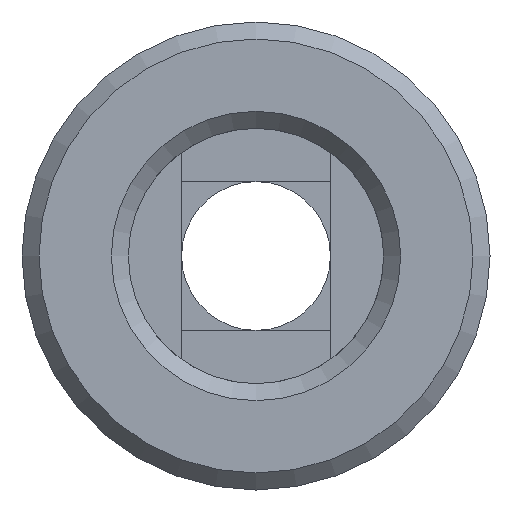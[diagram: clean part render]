
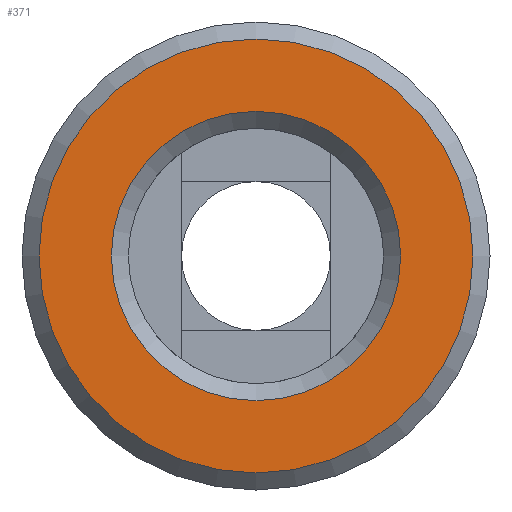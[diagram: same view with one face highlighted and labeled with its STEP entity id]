
A CAD part, front view. The second image highlights one B-rep face of the part: STEP entity #371.
In plain terms, the highlighted planar face has unit normal (0, -1, 0).
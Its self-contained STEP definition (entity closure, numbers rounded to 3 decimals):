
#19=FACE_BOUND('',#63,.T.);
#22=PLANE('',#411);
#38=FACE_OUTER_BOUND('',#62,.T.);
#62=EDGE_LOOP('',(#263));
#63=EDGE_LOOP('',(#264));
#155=CIRCLE('',#410,3.4);
#156=CIRCLE('',#412,5.1);
#175=VERTEX_POINT('',#579);
#176=VERTEX_POINT('',#583);
#208=EDGE_CURVE('',#175,#175,#155,.T.);
#209=EDGE_CURVE('',#176,#176,#156,.T.);
#263=ORIENTED_EDGE('',*,*,#209,.F.);
#264=ORIENTED_EDGE('',*,*,#208,.F.);
#371=ADVANCED_FACE('',(#38,#19),#22,.F.);
#410=AXIS2_PLACEMENT_3D('',#581,#459,#460);
#411=AXIS2_PLACEMENT_3D('',#582,#461,#462);
#412=AXIS2_PLACEMENT_3D('',#584,#463,#464);
#459=DIRECTION('center_axis',(0.,-1.,0.));
#460=DIRECTION('ref_axis',(1.,0.,0.));
#461=DIRECTION('center_axis',(0.,1.,0.));
#462=DIRECTION('ref_axis',(1.,0.,0.));
#463=DIRECTION('center_axis',(0.,1.,0.));
#464=DIRECTION('ref_axis',(1.,0.,0.));
#579=CARTESIAN_POINT('',(-3.405,0.,4.698));
#581=CARTESIAN_POINT('Origin',(-0.005,0.,4.698));
#582=CARTESIAN_POINT('Origin',(-0.005,0.,4.698));
#583=CARTESIAN_POINT('',(-5.105,0.,4.698));
#584=CARTESIAN_POINT('Origin',(-0.005,0.,4.698));
